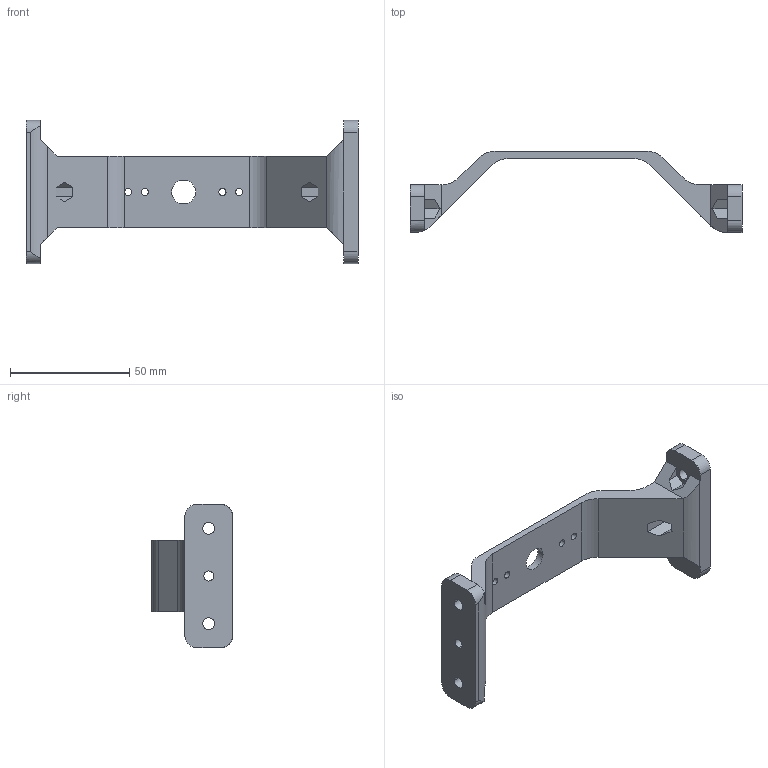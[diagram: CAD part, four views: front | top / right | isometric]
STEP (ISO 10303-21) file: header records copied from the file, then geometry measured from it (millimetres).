
FILE_DESCRIPTION((''),'2;1');
FILE_NAME('OBMP-SAR-1241','2023-10-10T19:25:43',('ccha425'),('Department of Mechanical Engineering, The University of Auckland'),'CREO PARAMETRIC BY PTC INC, 2017260','CREO PARAMETRIC BY PTC INC, 2017260','');
FILE_SCHEMA(('CONFIG_CONTROL_DESIGN'));
Length unit declared in the file: millimetre
Products named in the file (1): OBMP-SAR-1241
Bounding box: 139 x 34 x 60 mm (x, y, z)
Volume: 40328.3 mm3; surface area: 16684.9 mm2
Topology: 1 solids, 1 shells, 94 faces, 270 edges, 180 vertices
Faces by surface type: plane 56, cylinder 38
Entity records: 3178 total; most frequent: CARTESIAN_POINT 564, ORIENTED_EDGE 540, DIRECTION 526, EDGE_CURVE 270, VECTOR 190, LINE 190, VERTEX_POINT 180, AXIS2_PLACEMENT_3D 168
